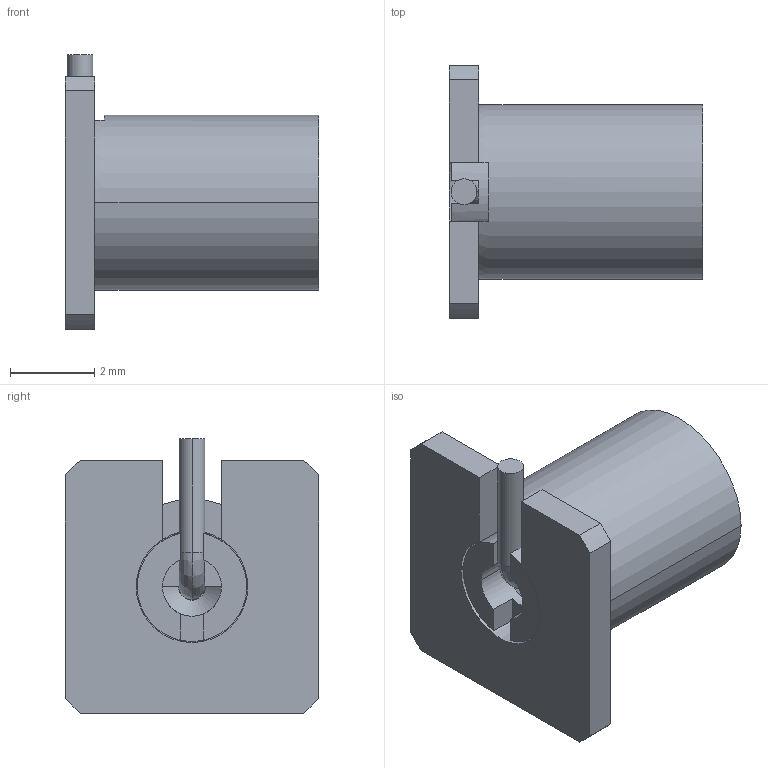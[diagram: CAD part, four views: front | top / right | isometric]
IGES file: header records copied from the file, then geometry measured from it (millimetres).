
Start section:  PTC IGES file: smp-mssb-pcr.igs
Global section: file name: smp-mssb-pcr.igs; native system: Pro/ENGINEER by Parametric Technology Corporation; preprocessor: 2008010; author: Administrator; organization: Unknown; date: 20090922.181306; units: inch
Bounding box: 5.99 x 5.99 x 6.5 mm (x, y, z)
Surface area: 211.6 mm2 (no closed solid volume)
Topology: 0 solids, 0 shells, 47 faces, 230 edges, 228 vertices
Faces by surface type: revolution 25, bspline 22
